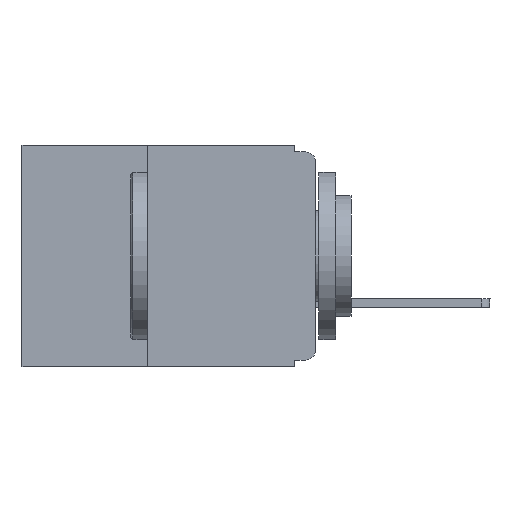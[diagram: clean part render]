
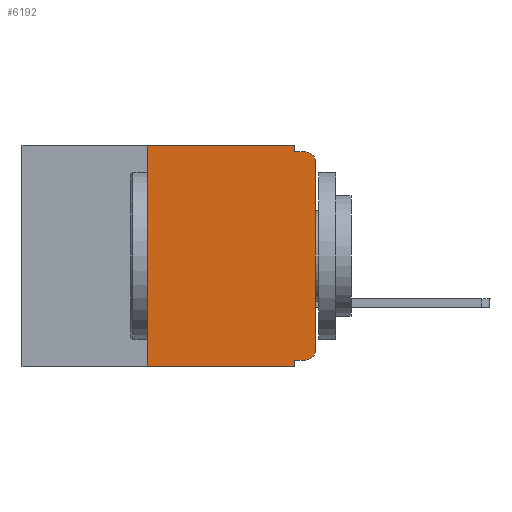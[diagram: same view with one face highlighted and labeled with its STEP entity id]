
A CAD part, left-side view. The second image highlights one B-rep face of the part: STEP entity #6192.
In plain terms, the highlighted planar face has unit normal (-1, 0, 0).
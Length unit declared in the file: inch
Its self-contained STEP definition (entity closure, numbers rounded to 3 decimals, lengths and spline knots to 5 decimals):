
#108 = CARTESIAN_POINT ( 'NONE',  ( 0., 0.031, -0.01 ) ) ;
#253 = CARTESIAN_POINT ( 'NONE',  ( 0., 0.25, 0. ) ) ;
#282 = CARTESIAN_POINT ( 'NONE',  ( 0., 0.437, -0.33 ) ) ;
#357 = CARTESIAN_POINT ( 'NONE',  ( 0., 0.031, -0.33 ) ) ;
#358 = ORIENTED_EDGE ( 'NONE', *, *, #4144, .F. ) ;
#752 = DIRECTION ( 'NONE',  ( 0., -1., 0. ) ) ;
#854 = EDGE_CURVE ( 'NONE', #13575, #12035, #15906, .T. ) ;
#942 = LINE ( 'NONE', #16278, #2373 ) ;
#1110 = AXIS2_PLACEMENT_3D ( 'NONE', #15945, #1419, #5364 ) ;
#1165 = VECTOR ( 'NONE', #13383, 39.37008 ) ;
#1416 = VERTEX_POINT ( 'NONE', #1791 ) ;
#1419 = DIRECTION ( 'NONE',  ( -1., 0., 0. ) ) ;
#1551 = VERTEX_POINT ( 'NONE', #3359 ) ;
#1658 = EDGE_LOOP ( 'NONE', ( #15713, #4609, #10373, #358, #6723, #3486, #14375, #15884, #12592, #9678 ) ) ;
#1791 = CARTESIAN_POINT ( 'NONE',  ( 0., 0.015, -0.32 ) ) ;
#1934 = CARTESIAN_POINT ( 'NONE',  ( 0., 0.031, -0.33 ) ) ;
#2373 = VECTOR ( 'NONE', #13842, 39.37008 ) ;
#2393 = DIRECTION ( 'NONE',  ( 0., 0., 1. ) ) ;
#2621 = AXIS2_PLACEMENT_3D ( 'NONE', #7145, #7086, #11079 ) ;
#2626 = VECTOR ( 'NONE', #752, 39.37008 ) ;
#3306 = CARTESIAN_POINT ( 'NONE',  ( 0., 0., -0.32 ) ) ;
#3359 = CARTESIAN_POINT ( 'NONE',  ( 0., 0., -0.025 ) ) ;
#3486 = ORIENTED_EDGE ( 'NONE', *, *, #854, .F. ) ;
#3721 = EDGE_CURVE ( 'NONE', #1416, #13558, #13124, .T. ) ;
#3884 = CARTESIAN_POINT ( 'NONE',  ( 0., 0.25, -0.33 ) ) ;
#4043 = VECTOR ( 'NONE', #5578, 39.37008 ) ;
#4144 = EDGE_CURVE ( 'NONE', #13168, #13342, #942, .T. ) ;
#4593 = VERTEX_POINT ( 'NONE', #1934 ) ;
#4609 = ORIENTED_EDGE ( 'NONE', *, *, #13845, .T. ) ;
#5364 = DIRECTION ( 'NONE',  ( 0., 0., -1. ) ) ;
#5578 = DIRECTION ( 'NONE',  ( 0., 0., -1. ) ) ;
#5671 = LINE ( 'NONE', #357, #4043 ) ;
#6192 = ADVANCED_FACE ( 'NONE', ( #8778 ), #6286, .F. ) ;
#6226 = LINE ( 'NONE', #11089, #9111 ) ;
#6286 = PLANE ( 'NONE',  #8568 ) ;
#6346 = EDGE_CURVE ( 'NONE', #12035, #13168, #17086, .T. ) ;
#6723 = ORIENTED_EDGE ( 'NONE', *, *, #6346, .F. ) ;
#6817 = EDGE_CURVE ( 'NONE', #13558, #1551, #11674, .T. ) ;
#6833 = LINE ( 'NONE', #3306, #10753 ) ;
#6907 = VECTOR ( 'NONE', #2393, 39.37008 ) ;
#7086 = DIRECTION ( 'NONE',  ( -1., 0., 0. ) ) ;
#7145 = CARTESIAN_POINT ( 'NONE',  ( 0., 0.015, -0.305 ) ) ;
#7823 = CARTESIAN_POINT ( 'NONE',  ( 0., 0.437, 0. ) ) ;
#8318 = DIRECTION ( 'NONE',  ( 0., -1., 0. ) ) ;
#8426 = CARTESIAN_POINT ( 'NONE',  ( 0., 0.25, -0.33 ) ) ;
#8542 = CARTESIAN_POINT ( 'NONE',  ( 0., 0., -0.305 ) ) ;
#8568 = AXIS2_PLACEMENT_3D ( 'NONE', #7823, #14421, #15824 ) ;
#8778 = FACE_OUTER_BOUND ( 'NONE', #1658, .T. ) ;
#9111 = VECTOR ( 'NONE', #8318, 39.37008 ) ;
#9367 = EDGE_CURVE ( 'NONE', #13342, #10610, #6226, .T. ) ;
#9651 = EDGE_CURVE ( 'NONE', #1416, #10687, #6833, .T. ) ;
#9678 = ORIENTED_EDGE ( 'NONE', *, *, #3721, .T. ) ;
#9869 = CIRCLE ( 'NONE', #1110, 0.015 ) ;
#10261 = DIRECTION ( 'NONE',  ( 0., 0., 1. ) ) ;
#10373 = ORIENTED_EDGE ( 'NONE', *, *, #9367, .F. ) ;
#10610 = VERTEX_POINT ( 'NONE', #16722 ) ;
#10687 = VERTEX_POINT ( 'NONE', #14350 ) ;
#10753 = VECTOR ( 'NONE', #11115, 39.37008 ) ;
#11079 = DIRECTION ( 'NONE',  ( 0., 0., -1. ) ) ;
#11089 = CARTESIAN_POINT ( 'NONE',  ( 0., 0., -0.01 ) ) ;
#11115 = DIRECTION ( 'NONE',  ( 0., 1., 0. ) ) ;
#11674 = LINE ( 'NONE', #14226, #6907 ) ;
#12035 = VERTEX_POINT ( 'NONE', #253 ) ;
#12071 = EDGE_CURVE ( 'NONE', #10687, #4593, #5671, .T. ) ;
#12176 = VECTOR ( 'NONE', #10261, 39.37008 ) ;
#12586 = CARTESIAN_POINT ( 'NONE',  ( 0., 0.437, 0. ) ) ;
#12592 = ORIENTED_EDGE ( 'NONE', *, *, #9651, .F. ) ;
#12832 = CARTESIAN_POINT ( 'NONE',  ( 0., 0.031, 0. ) ) ;
#13124 = CIRCLE ( 'NONE', #2621, 0.015 ) ;
#13168 = VERTEX_POINT ( 'NONE', #12832 ) ;
#13342 = VERTEX_POINT ( 'NONE', #108 ) ;
#13383 = DIRECTION ( 'NONE',  ( 0., -1., 0. ) ) ;
#13558 = VERTEX_POINT ( 'NONE', #8542 ) ;
#13575 = VERTEX_POINT ( 'NONE', #8426 ) ;
#13842 = DIRECTION ( 'NONE',  ( 0., 0., -1. ) ) ;
#13845 = EDGE_CURVE ( 'NONE', #1551, #10610, #9869, .T. ) ;
#14226 = CARTESIAN_POINT ( 'NONE',  ( 0., 0., 0. ) ) ;
#14350 = CARTESIAN_POINT ( 'NONE',  ( 0., 0.031, -0.32 ) ) ;
#14375 = ORIENTED_EDGE ( 'NONE', *, *, #15469, .T. ) ;
#14421 = DIRECTION ( 'NONE',  ( 1., 0., 0. ) ) ;
#15469 = EDGE_CURVE ( 'NONE', #13575, #4593, #15600, .T. ) ;
#15600 = LINE ( 'NONE', #282, #1165 ) ;
#15713 = ORIENTED_EDGE ( 'NONE', *, *, #6817, .T. ) ;
#15824 = DIRECTION ( 'NONE',  ( 0., 0., -1. ) ) ;
#15884 = ORIENTED_EDGE ( 'NONE', *, *, #12071, .F. ) ;
#15906 = LINE ( 'NONE', #3884, #12176 ) ;
#15945 = CARTESIAN_POINT ( 'NONE',  ( 0., 0.015, -0.025 ) ) ;
#16278 = CARTESIAN_POINT ( 'NONE',  ( 0., 0.031, 0. ) ) ;
#16722 = CARTESIAN_POINT ( 'NONE',  ( 0., 0.015, -0.01 ) ) ;
#17086 = LINE ( 'NONE', #12586, #2626 ) ;
